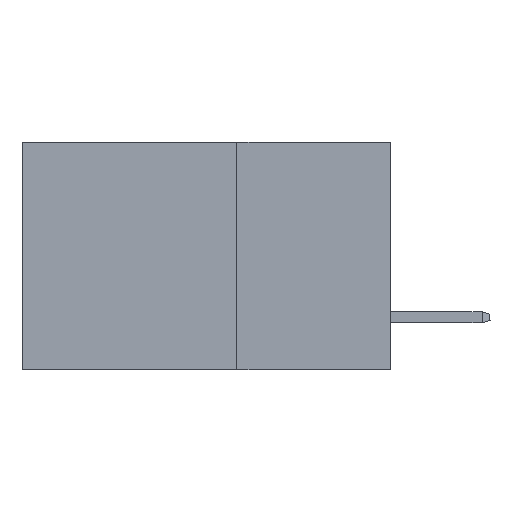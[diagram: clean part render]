
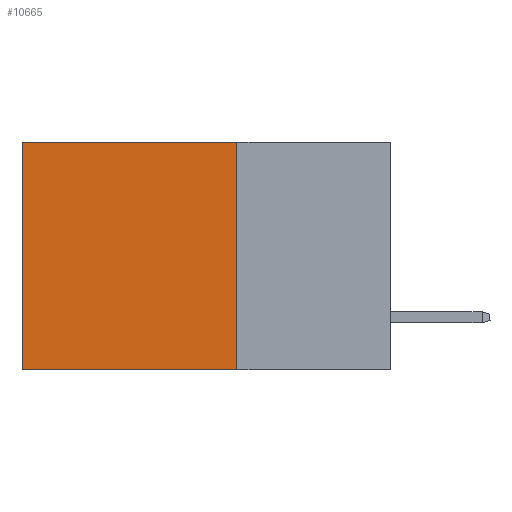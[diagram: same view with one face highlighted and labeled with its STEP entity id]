
A CAD part, left-side view. The second image highlights one B-rep face of the part: STEP entity #10665.
In plain terms, the highlighted planar face has unit normal (-1, 0, 0).
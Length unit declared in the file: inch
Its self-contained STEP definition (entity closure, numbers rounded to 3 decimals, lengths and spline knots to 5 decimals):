
#1304 = DIRECTION ( 'NONE',  ( 0., 1., 0. ) ) ;
#3006 = ORIENTED_EDGE ( 'NONE', *, *, #27583, .F. ) ;
#3525 = CARTESIAN_POINT ( 'NONE',  ( 0.2875, 0.6, 0. ) ) ;
#4361 = DIRECTION ( 'NONE',  ( 0., 0., -1. ) ) ;
#5707 = EDGE_CURVE ( 'NONE', #19523, #16364, #26630, .T. ) ;
#6239 = CARTESIAN_POINT ( 'NONE',  ( 0.2875, 0.25, 0. ) ) ;
#8820 = EDGE_LOOP ( 'NONE', ( #46347, #3006, #25135, #19841 ) ) ;
#9693 = CARTESIAN_POINT ( 'NONE',  ( 0.2875, 0.25, -0.37 ) ) ;
#10665 = ADVANCED_FACE ( 'NONE', ( #34439 ), #18493, .F. ) ;
#11109 = VECTOR ( 'NONE', #4361, 39.37008 ) ;
#11912 = LINE ( 'NONE', #27001, #23546 ) ;
#14566 = DIRECTION ( 'NONE',  ( 0., 0., -1. ) ) ;
#15539 = EDGE_CURVE ( 'NONE', #19523, #40359, #11912, .T. ) ;
#15551 = VECTOR ( 'NONE', #1304, 39.37008 ) ;
#15579 = CARTESIAN_POINT ( 'NONE',  ( 0.2875, 0.6, 0. ) ) ;
#16364 = VERTEX_POINT ( 'NONE', #3525 ) ;
#18493 = PLANE ( 'NONE',  #26988 ) ;
#19523 = VERTEX_POINT ( 'NONE', #6239 ) ;
#19841 = ORIENTED_EDGE ( 'NONE', *, *, #5707, .T. ) ;
#20396 = EDGE_CURVE ( 'NONE', #16364, #35602, #22702, .T. ) ;
#22702 = LINE ( 'NONE', #15579, #11109 ) ;
#23546 = VECTOR ( 'NONE', #38560, 39.37008 ) ;
#25135 = ORIENTED_EDGE ( 'NONE', *, *, #15539, .F. ) ;
#26248 = CARTESIAN_POINT ( 'NONE',  ( 0.2875, 0.6, -0.37 ) ) ;
#26272 = DIRECTION ( 'NONE',  ( 1., 0., 0. ) ) ;
#26630 = LINE ( 'NONE', #45987, #15551 ) ;
#26905 = VECTOR ( 'NONE', #32294, 39.37008 ) ;
#26988 = AXIS2_PLACEMENT_3D ( 'NONE', #36846, #26272, #14566 ) ;
#27001 = CARTESIAN_POINT ( 'NONE',  ( 0.2875, 0.25, 0. ) ) ;
#27583 = EDGE_CURVE ( 'NONE', #40359, #35602, #42683, .T. ) ;
#32294 = DIRECTION ( 'NONE',  ( 0., 1., 0. ) ) ;
#34439 = FACE_OUTER_BOUND ( 'NONE', #8820, .T. ) ;
#35602 = VERTEX_POINT ( 'NONE', #26248 ) ;
#36846 = CARTESIAN_POINT ( 'NONE',  ( 0.2875, 0.25, 0. ) ) ;
#38560 = DIRECTION ( 'NONE',  ( 0., 0., -1. ) ) ;
#40359 = VERTEX_POINT ( 'NONE', #40612 ) ;
#40612 = CARTESIAN_POINT ( 'NONE',  ( 0.2875, 0.25, -0.37 ) ) ;
#42683 = LINE ( 'NONE', #9693, #26905 ) ;
#45987 = CARTESIAN_POINT ( 'NONE',  ( 0.2875, 0.25, 0. ) ) ;
#46347 = ORIENTED_EDGE ( 'NONE', *, *, #20396, .T. ) ;
